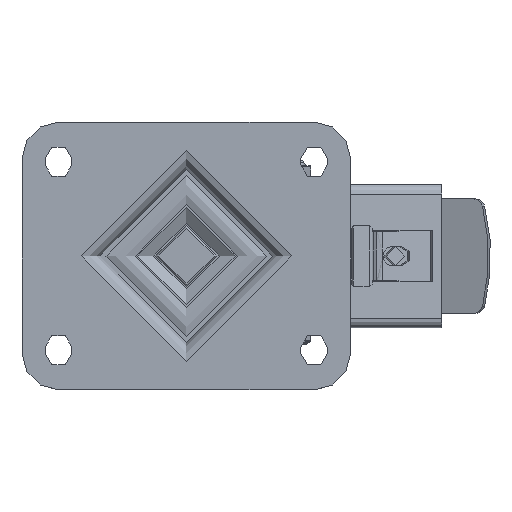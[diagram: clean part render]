
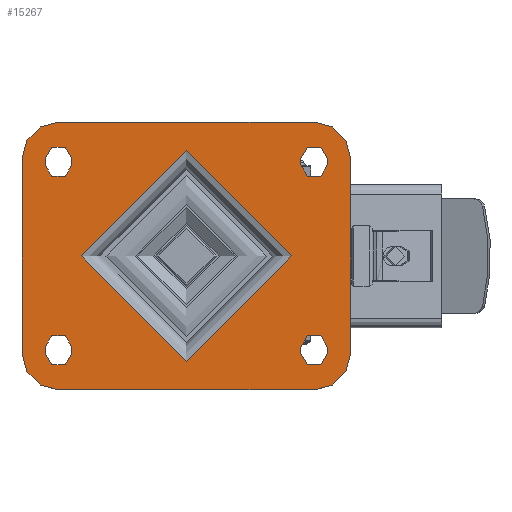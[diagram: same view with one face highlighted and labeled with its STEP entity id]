
A CAD part, top view. The second image highlights one B-rep face of the part: STEP entity #15267.
In plain terms, the highlighted planar face has unit normal (0, 0, 1).
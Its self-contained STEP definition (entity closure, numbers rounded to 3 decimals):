
#359=FACE_BOUND('',#4843,.T.);
#360=FACE_BOUND('',#4844,.T.);
#361=FACE_BOUND('',#4845,.T.);
#362=FACE_BOUND('',#4846,.T.);
#363=FACE_BOUND('',#4847,.T.);
#440=PLANE('',#16502);
#1100=LINE('',#22906,#2458);
#1101=LINE('',#22910,#2459);
#1102=LINE('',#22914,#2460);
#1103=LINE('',#22917,#2461);
#1104=LINE('',#22920,#2462);
#1105=LINE('',#22924,#2463);
#1106=LINE('',#22928,#2464);
#1107=LINE('',#22932,#2465);
#1108=LINE('',#22936,#2466);
#1109=LINE('',#22940,#2467);
#1110=LINE('',#22944,#2468);
#1111=LINE('',#22948,#2469);
#2458=VECTOR('',#18183,1000.);
#2459=VECTOR('',#18186,1000.);
#2460=VECTOR('',#18189,1000.);
#2461=VECTOR('',#18192,1000.);
#2462=VECTOR('',#18193,1000.);
#2463=VECTOR('',#18196,1000.);
#2464=VECTOR('',#18199,1000.);
#2465=VECTOR('',#18202,1000.);
#2466=VECTOR('',#18205,1000.);
#2467=VECTOR('',#18208,1000.);
#2468=VECTOR('',#18211,1000.);
#2469=VECTOR('',#18214,1000.);
#3953=FACE_OUTER_BOUND('',#4842,.T.);
#4842=EDGE_LOOP('',(#10879,#10880,#10881,#10882,#10883,#10884,#10885,#10886));
#4843=EDGE_LOOP('',(#10887,#10888,#10889,#10890));
#4844=EDGE_LOOP('',(#10891,#10892,#10893,#10894));
#4845=EDGE_LOOP('',(#10895,#10896,#10897,#10898));
#4846=EDGE_LOOP('',(#10899,#10900,#10901,#10902));
#4847=EDGE_LOOP('',(#10903));
#6311=CIRCLE('',#16471,43.246);
#6334=CIRCLE('',#16503,15.);
#6335=CIRCLE('',#16504,15.);
#6336=CIRCLE('',#16505,15.);
#6337=CIRCLE('',#16506,15.);
#6338=CIRCLE('',#16507,5.5);
#6339=CIRCLE('',#16508,5.5);
#6340=CIRCLE('',#16509,5.5);
#6341=CIRCLE('',#16510,5.5);
#6342=CIRCLE('',#16511,5.5);
#6343=CIRCLE('',#16512,5.5);
#6344=CIRCLE('',#16513,5.5);
#6345=CIRCLE('',#16514,5.5);
#6954=VERTEX_POINT('',#22823);
#6986=VERTEX_POINT('',#22902);
#6987=VERTEX_POINT('',#22903);
#6988=VERTEX_POINT('',#22905);
#6989=VERTEX_POINT('',#22907);
#6990=VERTEX_POINT('',#22909);
#6991=VERTEX_POINT('',#22911);
#6992=VERTEX_POINT('',#22913);
#6993=VERTEX_POINT('',#22915);
#6994=VERTEX_POINT('',#22918);
#6995=VERTEX_POINT('',#22919);
#6996=VERTEX_POINT('',#22921);
#6997=VERTEX_POINT('',#22923);
#6998=VERTEX_POINT('',#22926);
#6999=VERTEX_POINT('',#22927);
#7000=VERTEX_POINT('',#22929);
#7001=VERTEX_POINT('',#22931);
#7002=VERTEX_POINT('',#22934);
#7003=VERTEX_POINT('',#22935);
#7004=VERTEX_POINT('',#22937);
#7005=VERTEX_POINT('',#22939);
#7006=VERTEX_POINT('',#22942);
#7007=VERTEX_POINT('',#22943);
#7008=VERTEX_POINT('',#22945);
#7009=VERTEX_POINT('',#22947);
#8478=EDGE_CURVE('',#6954,#6954,#6311,.T.);
#8515=EDGE_CURVE('',#6986,#6987,#6334,.T.);
#8516=EDGE_CURVE('',#6988,#6987,#1100,.T.);
#8517=EDGE_CURVE('',#6989,#6988,#6335,.T.);
#8518=EDGE_CURVE('',#6990,#6989,#1101,.T.);
#8519=EDGE_CURVE('',#6991,#6990,#6336,.T.);
#8520=EDGE_CURVE('',#6992,#6991,#1102,.T.);
#8521=EDGE_CURVE('',#6992,#6993,#6337,.T.);
#8522=EDGE_CURVE('',#6986,#6993,#1103,.T.);
#8523=EDGE_CURVE('',#6994,#6995,#1104,.T.);
#8524=EDGE_CURVE('',#6995,#6996,#6338,.T.);
#8525=EDGE_CURVE('',#6996,#6997,#1105,.T.);
#8526=EDGE_CURVE('',#6997,#6994,#6339,.T.);
#8527=EDGE_CURVE('',#6998,#6999,#1106,.T.);
#8528=EDGE_CURVE('',#6999,#7000,#6340,.T.);
#8529=EDGE_CURVE('',#7000,#7001,#1107,.T.);
#8530=EDGE_CURVE('',#7001,#6998,#6341,.T.);
#8531=EDGE_CURVE('',#7002,#7003,#1108,.T.);
#8532=EDGE_CURVE('',#7003,#7004,#6342,.T.);
#8533=EDGE_CURVE('',#7004,#7005,#1109,.T.);
#8534=EDGE_CURVE('',#7005,#7002,#6343,.T.);
#8535=EDGE_CURVE('',#7006,#7007,#1110,.T.);
#8536=EDGE_CURVE('',#7007,#7008,#6344,.T.);
#8537=EDGE_CURVE('',#7008,#7009,#1111,.T.);
#8538=EDGE_CURVE('',#7009,#7006,#6345,.T.);
#10879=ORIENTED_EDGE('',*,*,#8515,.T.);
#10880=ORIENTED_EDGE('',*,*,#8516,.F.);
#10881=ORIENTED_EDGE('',*,*,#8517,.F.);
#10882=ORIENTED_EDGE('',*,*,#8518,.F.);
#10883=ORIENTED_EDGE('',*,*,#8519,.F.);
#10884=ORIENTED_EDGE('',*,*,#8520,.F.);
#10885=ORIENTED_EDGE('',*,*,#8521,.T.);
#10886=ORIENTED_EDGE('',*,*,#8522,.F.);
#10887=ORIENTED_EDGE('',*,*,#8523,.T.);
#10888=ORIENTED_EDGE('',*,*,#8524,.T.);
#10889=ORIENTED_EDGE('',*,*,#8525,.T.);
#10890=ORIENTED_EDGE('',*,*,#8526,.T.);
#10891=ORIENTED_EDGE('',*,*,#8527,.T.);
#10892=ORIENTED_EDGE('',*,*,#8528,.T.);
#10893=ORIENTED_EDGE('',*,*,#8529,.T.);
#10894=ORIENTED_EDGE('',*,*,#8530,.T.);
#10895=ORIENTED_EDGE('',*,*,#8531,.T.);
#10896=ORIENTED_EDGE('',*,*,#8532,.T.);
#10897=ORIENTED_EDGE('',*,*,#8533,.T.);
#10898=ORIENTED_EDGE('',*,*,#8534,.T.);
#10899=ORIENTED_EDGE('',*,*,#8535,.T.);
#10900=ORIENTED_EDGE('',*,*,#8536,.T.);
#10901=ORIENTED_EDGE('',*,*,#8537,.T.);
#10902=ORIENTED_EDGE('',*,*,#8538,.T.);
#10903=ORIENTED_EDGE('',*,*,#8478,.F.);
#15267=ADVANCED_FACE('',(#3953,#359,#360,#361,#362,#363),#440,.T.);
#16471=AXIS2_PLACEMENT_3D('',#22825,#18103,#18104);
#16502=AXIS2_PLACEMENT_3D('',#22901,#18179,#18180);
#16503=AXIS2_PLACEMENT_3D('',#22904,#18181,#18182);
#16504=AXIS2_PLACEMENT_3D('',#22908,#18184,#18185);
#16505=AXIS2_PLACEMENT_3D('',#22912,#18187,#18188);
#16506=AXIS2_PLACEMENT_3D('',#22916,#18190,#18191);
#16507=AXIS2_PLACEMENT_3D('',#22922,#18194,#18195);
#16508=AXIS2_PLACEMENT_3D('',#22925,#18197,#18198);
#16509=AXIS2_PLACEMENT_3D('',#22930,#18200,#18201);
#16510=AXIS2_PLACEMENT_3D('',#22933,#18203,#18204);
#16511=AXIS2_PLACEMENT_3D('',#22938,#18206,#18207);
#16512=AXIS2_PLACEMENT_3D('',#22941,#18209,#18210);
#16513=AXIS2_PLACEMENT_3D('',#22946,#18212,#18213);
#16514=AXIS2_PLACEMENT_3D('',#22949,#18215,#18216);
#18103=DIRECTION('center_axis',(0.,0.,1.));
#18104=DIRECTION('ref_axis',(-1.,0.,0.));
#18179=DIRECTION('center_axis',(0.,0.,1.));
#18180=DIRECTION('ref_axis',(1.,0.,0.));
#18181=DIRECTION('center_axis',(0.,0.,1.));
#18182=DIRECTION('ref_axis',(-1.,0.,0.));
#18183=DIRECTION('',(-1.,0.,0.));
#18184=DIRECTION('center_axis',(0.,0.,-1.));
#18185=DIRECTION('ref_axis',(1.,0.,0.));
#18186=DIRECTION('',(0.,-1.,0.));
#18187=DIRECTION('center_axis',(0.,0.,-1.));
#18188=DIRECTION('ref_axis',(0.,1.,0.));
#18189=DIRECTION('',(1.,0.,0.));
#18190=DIRECTION('center_axis',(0.,0.,1.));
#18191=DIRECTION('ref_axis',(0.,1.,0.));
#18192=DIRECTION('',(0.,1.,0.));
#18193=DIRECTION('',(0.,-1.,0.));
#18194=DIRECTION('center_axis',(0.,0.,-1.));
#18195=DIRECTION('ref_axis',(1.,0.,0.));
#18196=DIRECTION('',(0.,1.,0.));
#18197=DIRECTION('center_axis',(0.,0.,-1.));
#18198=DIRECTION('ref_axis',(1.,0.,0.));
#18199=DIRECTION('',(0.,1.,0.));
#18200=DIRECTION('center_axis',(0.,0.,-1.));
#18201=DIRECTION('ref_axis',(1.,0.,0.));
#18202=DIRECTION('',(0.,-1.,0.));
#18203=DIRECTION('center_axis',(0.,0.,-1.));
#18204=DIRECTION('ref_axis',(1.,0.,0.));
#18205=DIRECTION('',(0.,-1.,0.));
#18206=DIRECTION('center_axis',(0.,0.,-1.));
#18207=DIRECTION('ref_axis',(-1.,0.,0.));
#18208=DIRECTION('',(0.,1.,0.));
#18209=DIRECTION('center_axis',(0.,0.,-1.));
#18210=DIRECTION('ref_axis',(-1.,0.,0.));
#18211=DIRECTION('',(0.,1.,0.));
#18212=DIRECTION('center_axis',(0.,0.,-1.));
#18213=DIRECTION('ref_axis',(-1.,0.,0.));
#18214=DIRECTION('',(0.,-1.,0.));
#18215=DIRECTION('center_axis',(0.,0.,-1.));
#18216=DIRECTION('ref_axis',(-1.,0.,0.));
#22823=CARTESIAN_POINT('',(43.246,0.,0.));
#22825=CARTESIAN_POINT('Origin',(0.,0.,0.));
#22901=CARTESIAN_POINT('Origin',(0.,0.,0.));
#22902=CARTESIAN_POINT('',(-67.5,-40.,0.));
#22903=CARTESIAN_POINT('',(-52.5,-55.,0.));
#22904=CARTESIAN_POINT('Origin',(-52.5,-40.,0.));
#22905=CARTESIAN_POINT('',(52.5,-55.,0.));
#22906=CARTESIAN_POINT('',(52.5,-55.,0.));
#22907=CARTESIAN_POINT('',(67.5,-40.,0.));
#22908=CARTESIAN_POINT('Origin',(52.5,-40.,0.));
#22909=CARTESIAN_POINT('',(67.5,40.,0.));
#22910=CARTESIAN_POINT('',(67.5,40.,0.));
#22911=CARTESIAN_POINT('',(52.5,55.,0.));
#22912=CARTESIAN_POINT('Origin',(52.5,40.,0.));
#22913=CARTESIAN_POINT('',(-52.5,55.,0.));
#22914=CARTESIAN_POINT('',(-52.5,55.,0.));
#22915=CARTESIAN_POINT('',(-67.5,40.,0.));
#22916=CARTESIAN_POINT('Origin',(-52.5,40.,0.));
#22917=CARTESIAN_POINT('',(-67.5,-40.,0.));
#22918=CARTESIAN_POINT('',(-47.,40.,0.));
#22919=CARTESIAN_POINT('',(-47.,37.5,0.));
#22920=CARTESIAN_POINT('',(-47.,37.5,0.));
#22921=CARTESIAN_POINT('',(-58.,37.5,0.));
#22922=CARTESIAN_POINT('Origin',(-52.5,37.5,0.));
#22923=CARTESIAN_POINT('',(-58.,40.,0.));
#22924=CARTESIAN_POINT('',(-58.,37.5,0.));
#22925=CARTESIAN_POINT('Origin',(-52.5,40.,0.));
#22926=CARTESIAN_POINT('',(-58.,-40.,0.));
#22927=CARTESIAN_POINT('',(-58.,-37.5,0.));
#22928=CARTESIAN_POINT('',(-58.,-37.5,0.));
#22929=CARTESIAN_POINT('',(-47.,-37.5,0.));
#22930=CARTESIAN_POINT('Origin',(-52.5,-37.5,0.));
#22931=CARTESIAN_POINT('',(-47.,-40.,0.));
#22932=CARTESIAN_POINT('',(-47.,-37.5,0.));
#22933=CARTESIAN_POINT('Origin',(-52.5,-40.,0.));
#22934=CARTESIAN_POINT('',(58.,40.,0.));
#22935=CARTESIAN_POINT('',(58.,37.5,0.));
#22936=CARTESIAN_POINT('',(58.,37.5,0.));
#22937=CARTESIAN_POINT('',(47.,37.5,0.));
#22938=CARTESIAN_POINT('Origin',(52.5,37.5,0.));
#22939=CARTESIAN_POINT('',(47.,40.,0.));
#22940=CARTESIAN_POINT('',(47.,37.5,0.));
#22941=CARTESIAN_POINT('Origin',(52.5,40.,0.));
#22942=CARTESIAN_POINT('',(47.,-40.,0.));
#22943=CARTESIAN_POINT('',(47.,-37.5,0.));
#22944=CARTESIAN_POINT('',(47.,-37.5,0.));
#22945=CARTESIAN_POINT('',(58.,-37.5,0.));
#22946=CARTESIAN_POINT('Origin',(52.5,-37.5,0.));
#22947=CARTESIAN_POINT('',(58.,-40.,0.));
#22948=CARTESIAN_POINT('',(58.,-37.5,0.));
#22949=CARTESIAN_POINT('Origin',(52.5,-40.,0.));
